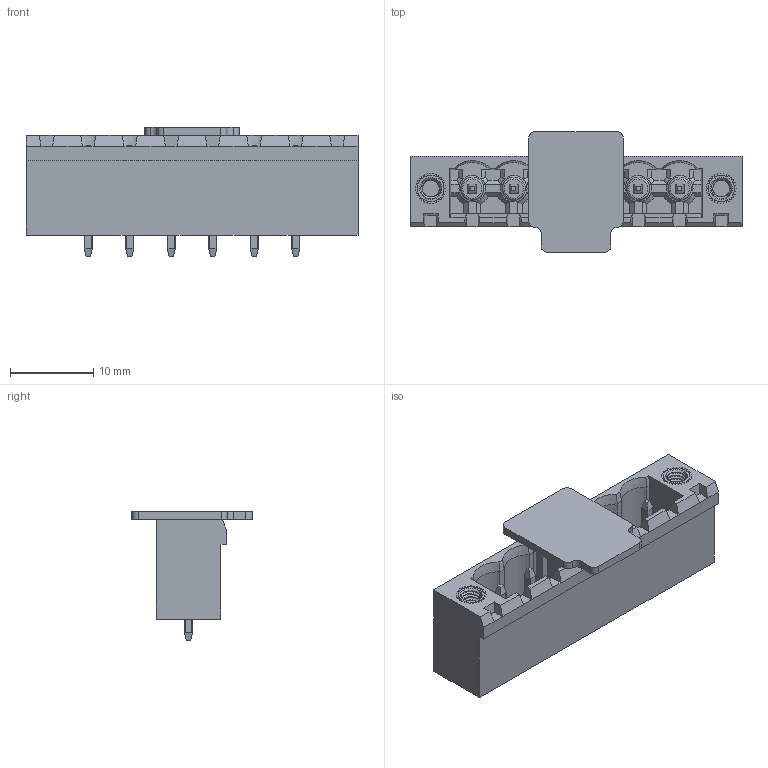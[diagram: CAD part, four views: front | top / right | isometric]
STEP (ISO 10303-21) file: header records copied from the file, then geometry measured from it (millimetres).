
FILE_DESCRIPTION(/* description */ ('Unknown'),/* implementation_level */ '2;1');
FILE_NAME(/* name */ '691701730006B',/* time_stamp */ '2024-01-11T16:34:15+01:00',/* author */ ('Unknown'),/* organization */ ('Unknown'),/* preprocessor_version */ 'ST-DEVELOPER v18.102',/* originating_system */ 'Solid Edge',/* authorisation */ 'Unknown');
FILE_SCHEMA (('AUTOMOTIVE_DESIGN {1 0 10303 214 3 1 1}'));
Length unit declared in the file: millimetre
Products named in the file (5): 6917017300xxB; 691701730006B; 6917015000xxB_Pin; 6917015200xxB_Insert; 6917015000xxB_CAP
Assembly tree (10 placements, depth 2):
  6917017300xxB
    691701730006B
    6917015000xxB_Pin  x6
    6917015200xxB_Insert  x2
    6917015000xxB_CAP
Bounding box: 40 x 14.5 x 15.58 mm (x, y, z)
Volume: 2172.9 mm3; surface area: 4539.7 mm2
Topology: 10 solids, 10 shells, 995 faces, 2724 edges, 1774 vertices
Faces by surface type: plane 729, cylinder 192, cone 50, torus 12, sphere 6, bspline 6
Full cylindrical faces by diameter (mm): 3.18 x2, 3.2 x2
Entity records: 23754 total; most frequent: CARTESIAN_POINT 6227, ORIENTED_EDGE 3674, DIRECTION 3434, EDGE_CURVE 1837, LINE 1406, VECTOR 1406, VERTEX_POINT 1199, AXIS2_PLACEMENT_3D 1014
